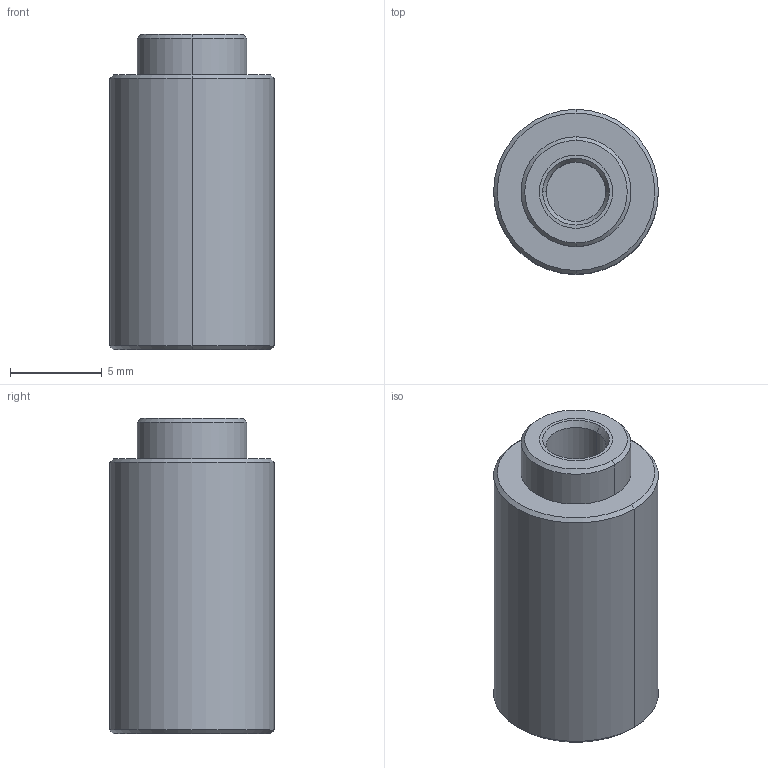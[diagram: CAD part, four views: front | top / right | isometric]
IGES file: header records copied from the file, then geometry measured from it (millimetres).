
Start section:  PTC IGES file: ilcm-vy-a-64.igs
Global section: file name: ilcm-vy-a-64.igs; native system: Creo Parametric by PTC Inc.; preprocessor: 2021164; author: AThompson; organization: Unknown; date: 20250715.145554; units: millimetre
Bounding box: 9 x 9 x 17.2 mm (x, y, z)
Surface area: 863.8 mm2 (no closed solid volume)
Topology: 0 solids, 0 shells, 28 faces, 116 edges, 116 vertices
Faces by surface type: revolution 16, bspline 12
